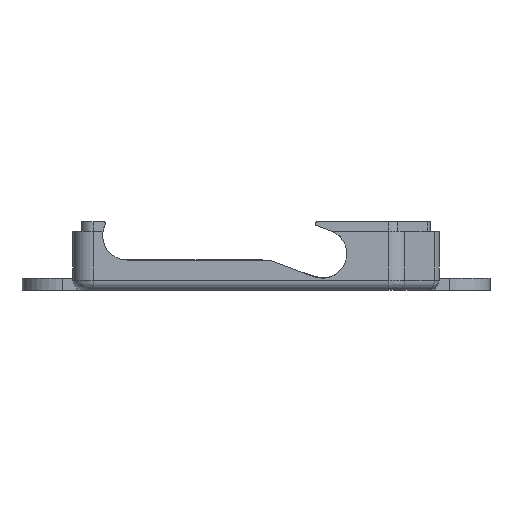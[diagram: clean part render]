
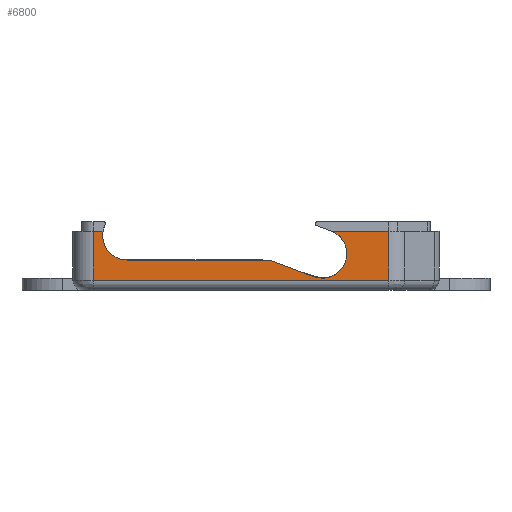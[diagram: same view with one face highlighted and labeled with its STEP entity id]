
A CAD part, left-side view. The second image highlights one B-rep face of the part: STEP entity #6800.
In plain terms, the highlighted planar face has unit normal (-1, 0, 0).
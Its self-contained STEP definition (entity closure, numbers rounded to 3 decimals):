
#301=PLANE('',#7157);
#618=FACE_OUTER_BOUND('',#1010,.T.);
#1010=EDGE_LOOP('',(#5918,#5919,#5920,#5921,#5922,#5923,#5924,#5925,#5926));
#1190=CIRCLE('',#7088,6.);
#1227=CIRCLE('',#7156,6.);
#1981=LINE('',#15425,#2518);
#1991=LINE('',#15454,#2528);
#2021=LINE('',#15543,#2558);
#2024=LINE('',#15549,#2561);
#2026=LINE('',#15560,#2563);
#2027=LINE('',#15562,#2564);
#2028=LINE('',#15563,#2565);
#2518=VECTOR('',#8098,10.);
#2528=VECTOR('',#8122,10.);
#2558=VECTOR('',#8198,10.);
#2561=VECTOR('',#8203,10.);
#2563=VECTOR('',#8217,10.);
#2564=VECTOR('',#8218,10.);
#2565=VECTOR('',#8219,10.);
#3187=VERTEX_POINT('',#15329);
#3188=VERTEX_POINT('',#15331);
#3217=VERTEX_POINT('',#15423);
#3228=VERTEX_POINT('',#15451);
#3229=VERTEX_POINT('',#15453);
#3265=VERTEX_POINT('',#15542);
#3267=VERTEX_POINT('',#15548);
#3270=VERTEX_POINT('',#15559);
#3271=VERTEX_POINT('',#15561);
#4082=EDGE_CURVE('',#3188,#3187,#1190,.T.);
#4128=EDGE_CURVE('',#3217,#3187,#1981,.T.);
#4144=EDGE_CURVE('',#3228,#3229,#1991,.T.);
#4190=EDGE_CURVE('',#3265,#3188,#2021,.T.);
#4193=EDGE_CURVE('',#3267,#3265,#2024,.T.);
#4198=EDGE_CURVE('',#3228,#3267,#1227,.T.);
#4199=EDGE_CURVE('',#3270,#3217,#2026,.T.);
#4200=EDGE_CURVE('',#3271,#3270,#2027,.T.);
#4201=EDGE_CURVE('',#3229,#3271,#2028,.T.);
#5918=ORIENTED_EDGE('',*,*,#4198,.T.);
#5919=ORIENTED_EDGE('',*,*,#4193,.T.);
#5920=ORIENTED_EDGE('',*,*,#4190,.T.);
#5921=ORIENTED_EDGE('',*,*,#4082,.T.);
#5922=ORIENTED_EDGE('',*,*,#4128,.F.);
#5923=ORIENTED_EDGE('',*,*,#4199,.F.);
#5924=ORIENTED_EDGE('',*,*,#4200,.F.);
#5925=ORIENTED_EDGE('',*,*,#4201,.F.);
#5926=ORIENTED_EDGE('',*,*,#4144,.F.);
#6800=ADVANCED_FACE('',(#618),#301,.T.);
#7088=AXIS2_PLACEMENT_3D('',#15332,#8001,#8002);
#7156=AXIS2_PLACEMENT_3D('',#15557,#8213,#8214);
#7157=AXIS2_PLACEMENT_3D('',#15558,#8215,#8216);
#8001=DIRECTION('center_axis',(1.,0.,0.));
#8002=DIRECTION('ref_axis',(0.,0.,1.));
#8098=DIRECTION('',(0.,-1.,0.));
#8122=DIRECTION('',(0.,-1.,0.));
#8198=DIRECTION('',(0.,1.,0.));
#8203=DIRECTION('',(0.,0.938,0.347));
#8213=DIRECTION('center_axis',(1.,0.,0.));
#8214=DIRECTION('ref_axis',(0.,0.347,-0.938));
#8215=DIRECTION('center_axis',(-1.,0.,0.));
#8216=DIRECTION('ref_axis',(0.,-1.,0.));
#8217=DIRECTION('',(0.,0.,1.));
#8218=DIRECTION('',(0.,1.,0.));
#8219=DIRECTION('',(0.,0.,-1.));
#15329=CARTESIAN_POINT('',(-64.,-20.27,14.5));
#15331=CARTESIAN_POINT('',(-64.,-26.177,7.45));
#15332=CARTESIAN_POINT('Origin',(-64.,-26.177,13.45));
#15423=CARTESIAN_POINT('',(-64.,-17.858,14.5));
#15425=CARTESIAN_POINT('',(-64.,-35.358,14.5));
#15451=CARTESIAN_POINT('',(-64.,-76.585,14.5));
#15453=CARTESIAN_POINT('',(-64.,-90.516,14.5));
#15454=CARTESIAN_POINT('',(-64.,-35.358,14.5));
#15542=CARTESIAN_POINT('',(-64.,-61.101,7.45));
#15543=CARTESIAN_POINT('',(-64.,-36.98,7.45));
#15548=CARTESIAN_POINT('',(-64.,-72.103,3.374));
#15549=CARTESIAN_POINT('',(-64.,-46.606,12.821));
#15557=CARTESIAN_POINT('Origin',(-64.,-74.187,9.));
#15558=CARTESIAN_POINT('Origin',(-64.,-12.858,0.));
#15559=CARTESIAN_POINT('',(-64.,-17.858,2.5));
#15560=CARTESIAN_POINT('',(-64.,-17.858,0.));
#15561=CARTESIAN_POINT('',(-64.,-90.516,2.5));
#15562=CARTESIAN_POINT('',(-64.,-35.358,2.5));
#15563=CARTESIAN_POINT('',(-64.,-90.516,0.));
